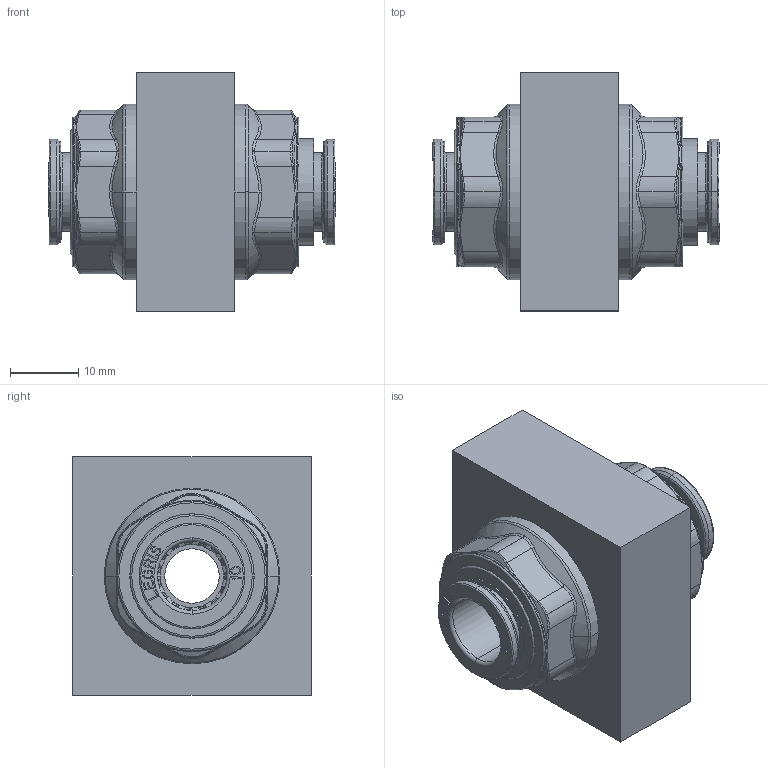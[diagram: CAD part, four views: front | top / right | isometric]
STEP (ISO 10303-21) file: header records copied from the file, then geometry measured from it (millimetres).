
FILE_DESCRIPTION(('STEP AP214'),'1');
FILE_NAME('6816_10_00.stp','2016-07-07T14:44:23',('TraceParts'),('TraceParts S.A.'),'Spatial InterOp 3D',' ',' ');
FILE_SCHEMA(('automotive_design'));
Length unit declared in the file: millimetre
Products named in the file (16): 6816 10 00|44110-19_ASM_1463#44110-19_ASM|44110-32_1459#44110-32;Solide1; 6816 10 00|44110-19_ASM_1463#44110-19_ASM|44110_1460#44110;Solide1; 6816 10 00|44110-19_ASM_1463#44110-19_ASM|44110-30_1461#44110-30;Solide1; 6816 10 00|44110-19_ASM_1463#44110-19_ASM|44110-40_1462#44110-40;Solide1; 6816 10 00|44110-19_ASM_1464#44110-19_ASM|44110-32_1459#44110-32;Solide1; 6816 10 00|44110-19_ASM_1464#44110-19_ASM|44110_1460#44110;Solide1; 6816 10 00|44110-19_ASM_1464#44110-19_ASM|44110-30_1461#44110-30;Solide1; 6816 10 00|44110-19_ASM_1464#44110-19_ASM|44110-40_1462#44110-40;Solide1; 6816 10 00|44519-26_ASM_1469#44519-26_ASM|44519-47_1467#44519-47;Solide1; 6816 10 00|44519-26_ASM_1469#44519-26_ASM|22983_1468#22983;Solide1; 6816 10 00|44519-26_ASM_1471#44519-26_ASM|44519-47_1467#44519-47;Solide1; 6816 10 00|44519-26_ASM_1471#44519-26_ASM|22983_1468#22983;Solide1; 6816 10 00|44520-16_1458#44520-16;Solide1; 6816 10 00|44110-11-10-ASM_1465#44110-11-10-ASM;Solide1; 6816 10 00|44110-11-10-ASM_1466#44110-11-10-ASM;Solide1; 6816 10 00|N116-10-00-CLOISON_1470#N116-10-00-CLOISON;Solide1
Bounding box: 42.3 x 35 x 35 mm (x, y, z)
Volume: 23727.1 mm3; surface area: 17702 mm2
Topology: 16 solids, 16 shells, 1600 faces, 4002 edges, 2482 vertices
Faces by surface type: plane 580, bspline 306, cylinder 284, torus 240, cone 190
Entity records: 80345 total; most frequent: CARTESIAN_POINT 30230, ORIENTED_EDGE 8004, DIRECTION 7334, EDGE_CURVE 4002, AXIS2_PLACEMENT_3D 2650, VERTEX_POINT 2482, LINE 2034, VECTOR 2034
